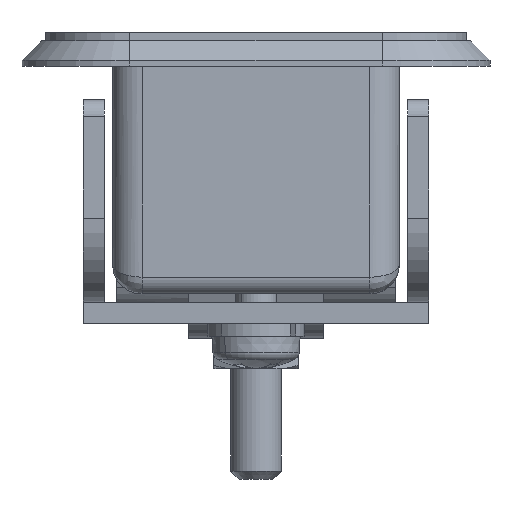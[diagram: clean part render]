
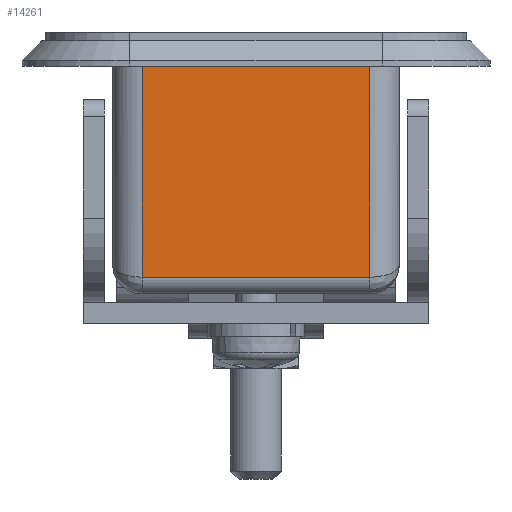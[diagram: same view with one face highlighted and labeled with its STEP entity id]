
A CAD part, front view. The second image highlights one B-rep face of the part: STEP entity #14261.
In plain terms, the highlighted planar face has unit normal (0, -1, 0).
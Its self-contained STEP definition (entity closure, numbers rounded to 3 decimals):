
#466 = DIRECTION ( 'NONE',  ( 0., 0., 1. ) ) ;
#1151 = ORIENTED_EDGE ( 'NONE', *, *, #5275, .T. ) ;
#1881 = VECTOR ( 'NONE', #7114, 1000. ) ;
#1883 = VERTEX_POINT ( 'NONE', #15468 ) ;
#2116 = VECTOR ( 'NONE', #6025, 1000. ) ;
#2139 = DIRECTION ( 'NONE',  ( 0., 1., 0. ) ) ;
#2200 = EDGE_CURVE ( 'NONE', #9781, #8891, #15535, .T. ) ;
#2604 = DIRECTION ( 'NONE',  ( 0., 0., -1. ) ) ;
#3402 = VECTOR ( 'NONE', #3571, 1000. ) ;
#3571 = DIRECTION ( 'NONE',  ( -1., 0., 0. ) ) ;
#3824 = CARTESIAN_POINT ( 'NONE',  ( 17., -78., -28. ) ) ;
#4259 = CARTESIAN_POINT ( 'NONE',  ( -13.5, -78., -28. ) ) ;
#4503 = CARTESIAN_POINT ( 'NONE',  ( 13.5, -78., 0. ) ) ;
#5229 = CARTESIAN_POINT ( 'NONE',  ( 17., -78., 0. ) ) ;
#5275 = EDGE_CURVE ( 'NONE', #12431, #1883, #5927, .T. ) ;
#5426 = EDGE_CURVE ( 'NONE', #1883, #9781, #9371, .T. ) ;
#5457 = PLANE ( 'NONE',  #14003 ) ;
#5512 = ORIENTED_EDGE ( 'NONE', *, *, #5426, .T. ) ;
#5927 = LINE ( 'NONE', #4259, #10020 ) ;
#6025 = DIRECTION ( 'NONE',  ( 1., 0., 0. ) ) ;
#6480 = CARTESIAN_POINT ( 'NONE',  ( -13.5, -78., 0. ) ) ;
#6890 = LINE ( 'NONE', #5229, #3402 ) ;
#7114 = DIRECTION ( 'NONE',  ( 0., 0., 1. ) ) ;
#7709 = CARTESIAN_POINT ( 'NONE',  ( 17., -78., -26. ) ) ;
#7894 = ORIENTED_EDGE ( 'NONE', *, *, #2200, .T. ) ;
#8369 = EDGE_CURVE ( 'NONE', #8891, #12431, #6890, .T. ) ;
#8819 = CARTESIAN_POINT ( 'NONE',  ( 13.5, -78., -28. ) ) ;
#8891 = VERTEX_POINT ( 'NONE', #4503 ) ;
#9371 = LINE ( 'NONE', #7709, #2116 ) ;
#9781 = VERTEX_POINT ( 'NONE', #13370 ) ;
#10020 = VECTOR ( 'NONE', #2604, 1000. ) ;
#10046 = ORIENTED_EDGE ( 'NONE', *, *, #8369, .T. ) ;
#11069 = EDGE_LOOP ( 'NONE', ( #10046, #1151, #5512, #7894 ) ) ;
#12431 = VERTEX_POINT ( 'NONE', #6480 ) ;
#13370 = CARTESIAN_POINT ( 'NONE',  ( 13.5, -78., -26. ) ) ;
#14003 = AXIS2_PLACEMENT_3D ( 'NONE', #3824, #2139, #466 ) ;
#14261 = ADVANCED_FACE ( 'NONE', ( #14850 ), #5457, .F. ) ;
#14850 = FACE_OUTER_BOUND ( 'NONE', #11069, .T. ) ;
#15468 = CARTESIAN_POINT ( 'NONE',  ( -13.5, -78., -26. ) ) ;
#15535 = LINE ( 'NONE', #8819, #1881 ) ;
